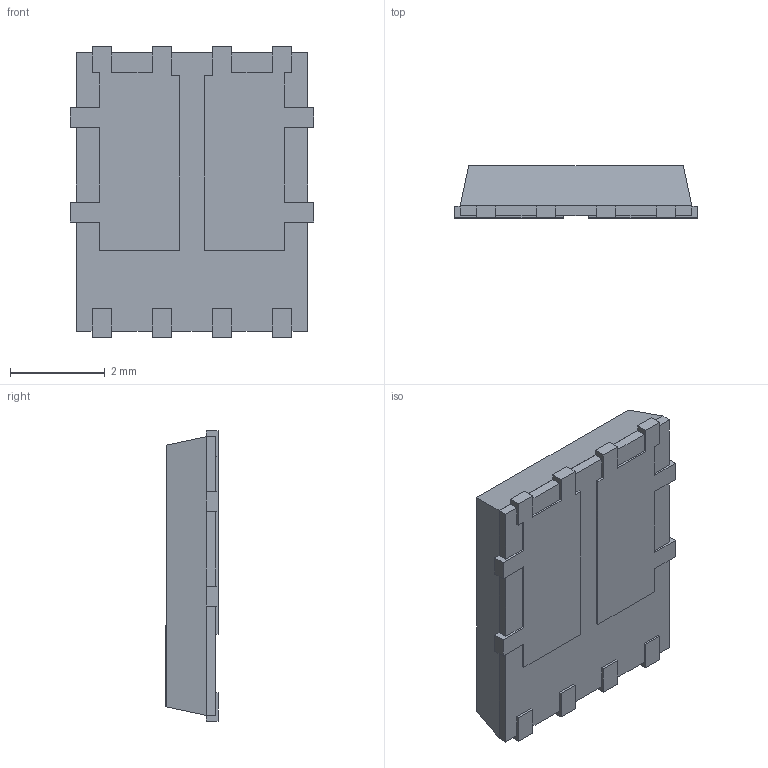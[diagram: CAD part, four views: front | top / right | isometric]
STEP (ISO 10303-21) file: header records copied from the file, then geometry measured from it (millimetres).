
FILE_DESCRIPTION (( 'STEP AP214' ), '1' );
FILE_NAME ('A2998D8F-3D5E-4520-94E1-8C18DD4E4078.STEP', '2023-03-28T23:00:46', ( '' ), ( '' ), 'SwSTEP 2.0', 'SolidWorks 2022', '' );
FILE_SCHEMA (( 'AUTOMOTIVE_DESIGN' ));
Length unit declared in the file: millimetre
Products named in the file (1): A2998D8F-3D5E-4520-94E1-8C18DD4E4078
Bounding box: 5.15 x 1.1 x 6.15 mm (x, y, z)
Volume: 29.6 mm3; surface area: 80.4 mm2
Topology: 1 solids, 1 shells, 104 faces, 283 edges, 181 vertices
Faces by surface type: plane 104
Entity records: 3580 total; most frequent: CARTESIAN_POINT 569, ORIENTED_EDGE 566, DIRECTION 493, LINE 283, EDGE_CURVE 283, VECTOR 283, VERTEX_POINT 181, AXIS2_PLACEMENT_3D 105
